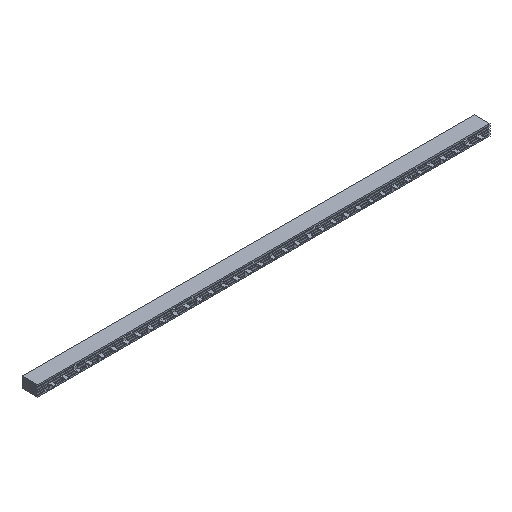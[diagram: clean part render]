
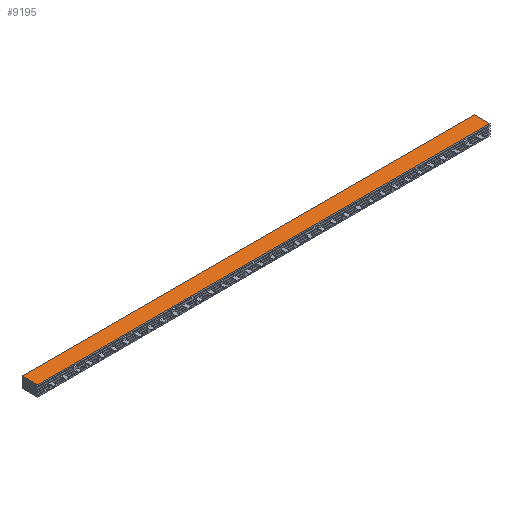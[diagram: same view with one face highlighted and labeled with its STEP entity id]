
A CAD part, isometric view. The second image highlights one B-rep face of the part: STEP entity #9195.
In plain terms, the highlighted planar face has unit normal (0, 0, 1).
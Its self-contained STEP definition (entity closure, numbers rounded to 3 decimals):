
#233 = EDGE_CURVE ( 'NONE', #1426, #5190, #11263, .T. ) ;
#280 = CARTESIAN_POINT ( 'NONE',  ( -1000., -17.1, 11.8 ) ) ;
#813 = PLANE ( 'NONE',  #2056 ) ;
#851 = DIRECTION ( 'NONE',  ( 0., 0., 1. ) ) ;
#1380 = CARTESIAN_POINT ( 'NONE',  ( 0., -17.1, 11.8 ) ) ;
#1426 = VERTEX_POINT ( 'NONE', #5339 ) ;
#1457 = LINE ( 'NONE', #5443, #4028 ) ;
#2056 = AXIS2_PLACEMENT_3D ( 'NONE', #10471, #851, #7617 ) ;
#2060 = VECTOR ( 'NONE', #7214, 1000. ) ;
#2082 = ORIENTED_EDGE ( 'NONE', *, *, #233, .T. ) ;
#2580 = CARTESIAN_POINT ( 'NONE',  ( -1000., 17.1, 11.8 ) ) ;
#3574 = VECTOR ( 'NONE', #11839, 1000. ) ;
#4028 = VECTOR ( 'NONE', #12192, 1000. ) ;
#4076 = CARTESIAN_POINT ( 'NONE',  ( 0., 17.1, 11.8 ) ) ;
#4109 = EDGE_CURVE ( 'NONE', #8590, #10304, #6443, .T. ) ;
#4208 = ORIENTED_EDGE ( 'NONE', *, *, #10932, .T. ) ;
#4278 = EDGE_CURVE ( 'NONE', #10304, #5190, #4306, .T. ) ;
#4306 = LINE ( 'NONE', #9145, #2060 ) ;
#5190 = VERTEX_POINT ( 'NONE', #1380 ) ;
#5339 = CARTESIAN_POINT ( 'NONE',  ( -1000., -17.1, 11.8 ) ) ;
#5443 = CARTESIAN_POINT ( 'NONE',  ( -1000., 17.1, 11.8 ) ) ;
#6443 = LINE ( 'NONE', #2580, #11252 ) ;
#7214 = DIRECTION ( 'NONE',  ( 0., -1., 0. ) ) ;
#7617 = DIRECTION ( 'NONE',  ( 0., -1., 0. ) ) ;
#8239 = ORIENTED_EDGE ( 'NONE', *, *, #4278, .F. ) ;
#8590 = VERTEX_POINT ( 'NONE', #11266 ) ;
#8886 = FACE_OUTER_BOUND ( 'NONE', #10252, .T. ) ;
#9145 = CARTESIAN_POINT ( 'NONE',  ( 0., 17.1, 11.8 ) ) ;
#9195 = ADVANCED_FACE ( 'NONE', ( #8886 ), #813, .T. ) ;
#9230 = ORIENTED_EDGE ( 'NONE', *, *, #4109, .F. ) ;
#10252 = EDGE_LOOP ( 'NONE', ( #8239, #9230, #4208, #2082 ) ) ;
#10302 = DIRECTION ( 'NONE',  ( 1., 0., 0. ) ) ;
#10304 = VERTEX_POINT ( 'NONE', #4076 ) ;
#10471 = CARTESIAN_POINT ( 'NONE',  ( -1000., 17.1, 11.8 ) ) ;
#10932 = EDGE_CURVE ( 'NONE', #8590, #1426, #1457, .T. ) ;
#11252 = VECTOR ( 'NONE', #10302, 1000. ) ;
#11263 = LINE ( 'NONE', #280, #3574 ) ;
#11266 = CARTESIAN_POINT ( 'NONE',  ( -1000., 17.1, 11.8 ) ) ;
#11839 = DIRECTION ( 'NONE',  ( 1., 0., 0. ) ) ;
#12192 = DIRECTION ( 'NONE',  ( 0., -1., 0. ) ) ;
